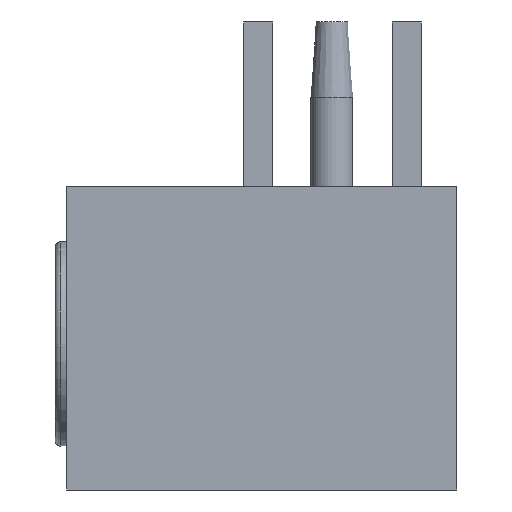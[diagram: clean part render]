
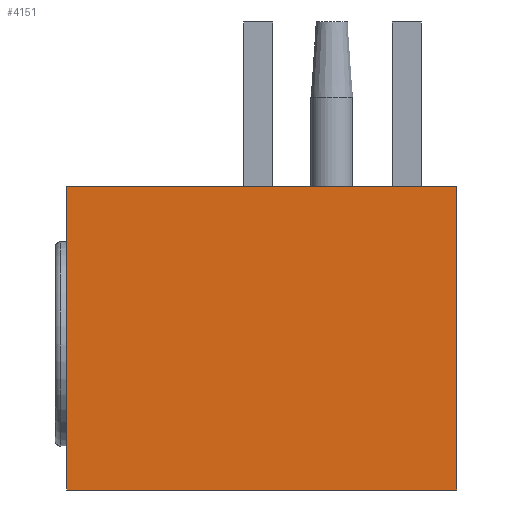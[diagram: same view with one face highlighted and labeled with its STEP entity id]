
A CAD part, left-side view. The second image highlights one B-rep face of the part: STEP entity #4151.
In plain terms, the highlighted planar face has unit normal (-1, 0, 0).
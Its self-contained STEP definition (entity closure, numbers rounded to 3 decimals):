
#385=LINE('',#6589,#831);
#386=LINE('',#6591,#832);
#387=LINE('',#6593,#833);
#388=LINE('',#6594,#834);
#831=VECTOR('',#5257,10.);
#832=VECTOR('',#5258,10.);
#833=VECTOR('',#5259,10.);
#834=VECTOR('',#5260,10.);
#1188=PLANE('',#4518);
#1394=FACE_OUTER_BOUND('',#1632,.T.);
#1632=EDGE_LOOP('',(#3388,#3389,#3390,#3391));
#2054=VERTEX_POINT('',#6587);
#2055=VERTEX_POINT('',#6588);
#2056=VERTEX_POINT('',#6590);
#2057=VERTEX_POINT('',#6592);
#2535=EDGE_CURVE('',#2054,#2055,#385,.T.);
#2536=EDGE_CURVE('',#2056,#2054,#386,.T.);
#2537=EDGE_CURVE('',#2057,#2056,#387,.T.);
#2538=EDGE_CURVE('',#2055,#2057,#388,.T.);
#3388=ORIENTED_EDGE('',*,*,#2535,.F.);
#3389=ORIENTED_EDGE('',*,*,#2536,.F.);
#3390=ORIENTED_EDGE('',*,*,#2537,.F.);
#3391=ORIENTED_EDGE('',*,*,#2538,.F.);
#4151=ADVANCED_FACE('',(#1394),#1188,.F.);
#4518=AXIS2_PLACEMENT_3D('',#6586,#5255,#5256);
#5255=DIRECTION('center_axis',(1.,0.,0.));
#5256=DIRECTION('ref_axis',(0.,0.,-1.));
#5257=DIRECTION('',(0.,0.,1.));
#5258=DIRECTION('',(0.,1.,0.));
#5259=DIRECTION('',(0.,0.,-1.));
#5260=DIRECTION('',(0.,-1.,0.));
#6586=CARTESIAN_POINT('Origin',(-20.,3.34,0.1));
#6587=CARTESIAN_POINT('',(-20.,6.68,-2.5));
#6588=CARTESIAN_POINT('',(-20.,6.68,2.7));
#6589=CARTESIAN_POINT('',(-20.,6.68,0.05));
#6590=CARTESIAN_POINT('',(-20.,0.,-2.5));
#6591=CARTESIAN_POINT('',(-20.,5.01,-2.5));
#6592=CARTESIAN_POINT('',(-20.,0.,2.7));
#6593=CARTESIAN_POINT('',(-20.,0.,0.05));
#6594=CARTESIAN_POINT('',(-20.,5.01,2.7));
